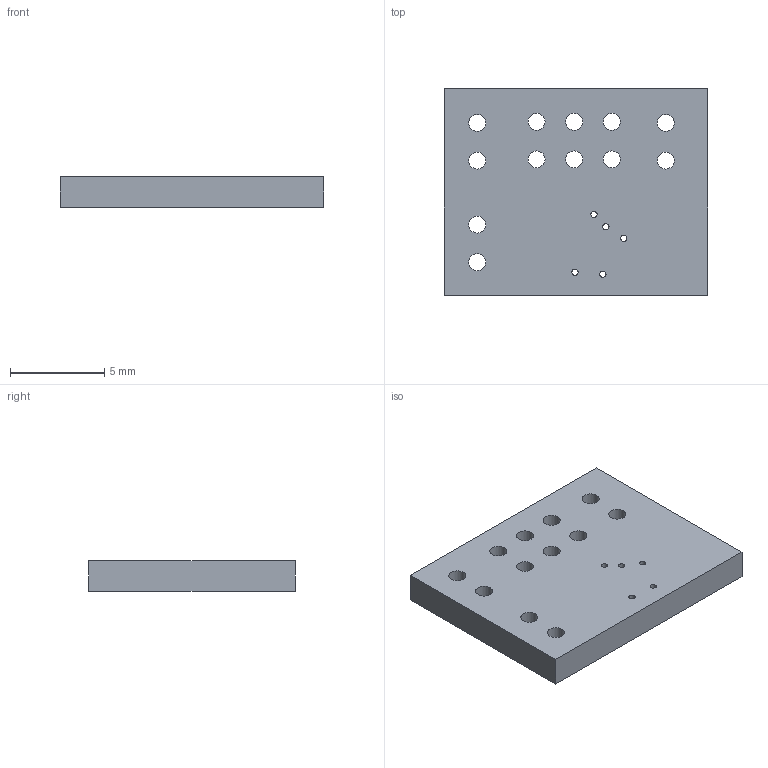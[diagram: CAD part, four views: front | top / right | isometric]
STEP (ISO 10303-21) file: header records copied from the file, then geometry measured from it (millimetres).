
FILE_DESCRIPTION(('for SolidWorks'),'2;1');
FILE_NAME('pcb.step','2015-09-29T23:02:54',( 'sawai'),(''),'Open CASCADE STEP processor 6.6','Diptrace','Unknown' );
FILE_SCHEMA(('AUTOMOTIVE_DESIGN { 1 0 10303 214 1 1 1 1 }'));
Length unit declared in the file: millimetre
Products named in the file (2): PCB; Board
Assembly tree (1 placements, depth 2):
  PCB
    Board
Bounding box: 13.97 x 10.95 x 1.6 mm (x, y, z)
Volume: 232 mm3; surface area: 432.3 mm2
Topology: 1 solids, 1 shells, 23 faces, 63 edges, 42 vertices
Faces by surface type: cylinder 17, plane 6
Full cylindrical faces by diameter (mm): 0.33 x5, 0.9 x12
Entity records: 856 total; most frequent: DIRECTION 147, CARTESIAN_POINT 130, ORIENTED_EDGE 126, EDGE_CURVE 63, AXIS2_PLACEMENT_3D 59, FACE_BOUND 57, EDGE_LOOP 57, VERTEX_POINT 42
